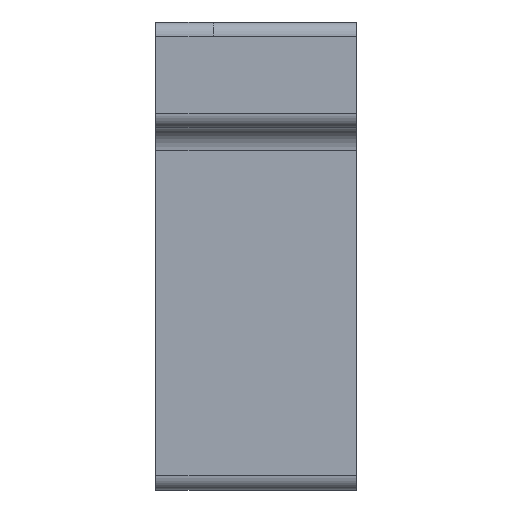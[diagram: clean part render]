
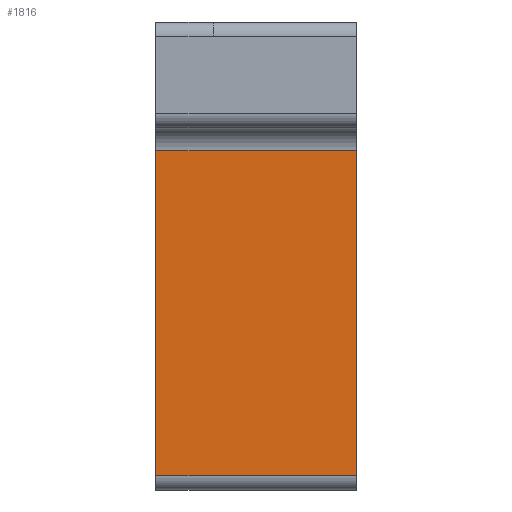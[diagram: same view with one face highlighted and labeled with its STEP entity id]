
A CAD part, front view. The second image highlights one B-rep face of the part: STEP entity #1816.
In plain terms, the highlighted planar face has unit normal (0, -1, 0).
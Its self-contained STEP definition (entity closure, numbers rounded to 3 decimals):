
#1794=AXIS2_PLACEMENT_3D('Plane Axis2P3D',#1791,#1792,#1793) ;
#256=CARTESIAN_POINT('Vertex',(7.,4.,11.86)) ;
#259=CARTESIAN_POINT('Line Origine',(7.,4.,6.18)) ;
#263=CARTESIAN_POINT('Vertex',(7.,4.,0.5)) ;
#1174=CARTESIAN_POINT('Vertex',(0.,4.,0.5)) ;
#1177=CARTESIAN_POINT('Line Origine',(0.,4.,6.18)) ;
#1181=CARTESIAN_POINT('Vertex',(0.,4.,11.86)) ;
#1763=CARTESIAN_POINT('Line Origine',(0.,4.,0.5)) ;
#1767=CARTESIAN_POINT('Vertex',(2.,4.,0.5)) ;
#1770=CARTESIAN_POINT('Line Origine',(0.,4.,0.5)) ;
#1791=CARTESIAN_POINT('Axis2P3D Location',(0.,4.,7.5)) ;
#1796=CARTESIAN_POINT('Line Origine',(1.,4.,11.86)) ;
#1800=CARTESIAN_POINT('Vertex',(2.,4.,11.86)) ;
#1803=CARTESIAN_POINT('Line Origine',(4.5,4.,11.86)) ;
#260=DIRECTION('Vector Direction',(0.,0.,1.)) ;
#1178=DIRECTION('Vector Direction',(0.,0.,1.)) ;
#1764=DIRECTION('Vector Direction',(1.,0.,0.)) ;
#1771=DIRECTION('Vector Direction',(1.,0.,0.)) ;
#1792=DIRECTION('Axis2P3D Direction',(0.,-1.,0.)) ;
#1793=DIRECTION('Axis2P3D XDirection',(0.,0.,1.)) ;
#1797=DIRECTION('Vector Direction',(1.,0.,0.)) ;
#1804=DIRECTION('Vector Direction',(-1.,0.,0.)) ;
#261=VECTOR('Line Direction',#260,1.) ;
#1179=VECTOR('Line Direction',#1178,1.) ;
#1765=VECTOR('Line Direction',#1764,1.) ;
#1772=VECTOR('Line Direction',#1771,1.) ;
#1798=VECTOR('Line Direction',#1797,1.) ;
#1805=VECTOR('Line Direction',#1804,1.) ;
#1809=ORIENTED_EDGE('',*,*,#1802,.F.) ;
#1810=ORIENTED_EDGE('',*,*,#1183,.F.) ;
#1811=ORIENTED_EDGE('',*,*,#1769,.T.) ;
#1812=ORIENTED_EDGE('',*,*,#1774,.T.) ;
#1813=ORIENTED_EDGE('',*,*,#265,.F.) ;
#1814=ORIENTED_EDGE('',*,*,#1807,.T.) ;
#1816=ADVANCED_FACE('Koerper.2',(#1815),#1795,.T.) ;
#265=EDGE_CURVE('',#257,#264,#262,.F.) ;
#1183=EDGE_CURVE('',#1175,#1182,#1180,.T.) ;
#1769=EDGE_CURVE('',#1175,#1768,#1766,.T.) ;
#1774=EDGE_CURVE('',#1768,#264,#1773,.T.) ;
#1802=EDGE_CURVE('',#1182,#1801,#1799,.T.) ;
#1807=EDGE_CURVE('',#257,#1801,#1806,.T.) ;
#1808=EDGE_LOOP('',(#1809,#1810,#1811,#1812,#1813,#1814)) ;
#1815=FACE_OUTER_BOUND('',#1808,.T.) ;
#262=LINE('Line',#259,#261) ;
#1180=LINE('Line',#1177,#1179) ;
#1766=LINE('Line',#1763,#1765) ;
#1773=LINE('Line',#1770,#1772) ;
#1799=LINE('Line',#1796,#1798) ;
#1806=LINE('Line',#1803,#1805) ;
#1795=PLANE('',#1794) ;
#257=VERTEX_POINT('',#256) ;
#264=VERTEX_POINT('',#263) ;
#1175=VERTEX_POINT('',#1174) ;
#1182=VERTEX_POINT('',#1181) ;
#1768=VERTEX_POINT('',#1767) ;
#1801=VERTEX_POINT('',#1800) ;
